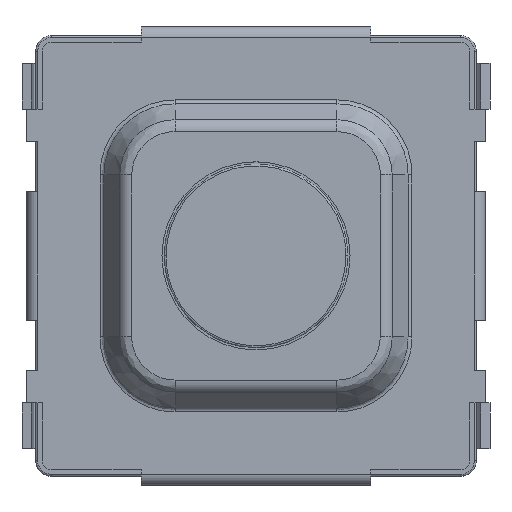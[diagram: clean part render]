
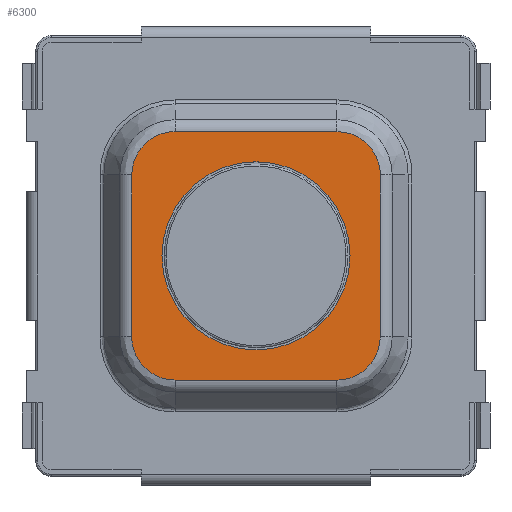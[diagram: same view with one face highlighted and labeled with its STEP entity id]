
A CAD part, top view. The second image highlights one B-rep face of the part: STEP entity #6300.
In plain terms, the highlighted planar face has unit normal (0, 0, 1).
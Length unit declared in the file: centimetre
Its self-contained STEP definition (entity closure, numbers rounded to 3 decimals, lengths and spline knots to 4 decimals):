
#49 = VERTEX_POINT ( 'NONE', #1722 ) ;
#157 = EDGE_CURVE ( 'NONE', #4339, #6816, #8739, .T. ) ;
#198 = EDGE_CURVE ( 'NONE', #7236, #3685, #2820, .T. ) ;
#233 = CARTESIAN_POINT ( 'NONE',  ( 0.1158, 0.1354, 0.12 ) ) ;
#358 = ORIENTED_EDGE ( 'NONE', *, *, #157, .F. ) ;
#437 =( BOUNDED_CURVE ( )  B_SPLINE_CURVE ( 3, ( #5971, #233, #9137, #1923 ),
 .UNSPECIFIED., .F., .T. ) 
 B_SPLINE_CURVE_WITH_KNOTS ( ( 4, 4 ),
 ( 0., 1. ),
 .UNSPECIFIED. ) 
 CURVE ( )  GEOMETRIC_REPRESENTATION_ITEM ( )  RATIONAL_B_SPLINE_CURVE ( ( 1., 0.805, 0.805, 1. ) ) 
 REPRESENTATION_ITEM ( '' )  );
#577 = EDGE_CURVE ( 'NONE', #3685, #9135, #6225, .T. ) ;
#631 = EDGE_CURVE ( 'NONE', #49, #4339, #8075, .T. ) ;
#699 = DIRECTION ( 'NONE',  ( 1., 0., 0. ) ) ;
#733 = CARTESIAN_POINT ( 'NONE',  ( -0.0882, 0.1354, 0.12 ) ) ;
#740 = CARTESIAN_POINT ( 'NONE',  ( 0.0882, -0.1354, 0.12 ) ) ;
#859 = CARTESIAN_POINT ( 'NONE',  ( -0.0882, -0.1354, 0.12 ) ) ;
#1111 = CARTESIAN_POINT ( 'NONE',  ( 0.1354, -0.0882, 0.12 ) ) ;
#1315 = CARTESIAN_POINT ( 'NONE',  ( 0.1354, -0.0882, 0.12 ) ) ;
#1331 = FACE_OUTER_BOUND ( 'NONE', #6425, .T. ) ;
#1440 = PLANE ( 'NONE',  #2750 ) ;
#1533 = CARTESIAN_POINT ( 'NONE',  ( 0.0882, 0.1354, 0.12 ) ) ;
#1537 = EDGE_CURVE ( 'NONE', #10509, #8841, #1725, .T. ) ;
#1652 = VECTOR ( 'NONE', #2556, 100. ) ;
#1722 = CARTESIAN_POINT ( 'NONE',  ( -0.1354, 0.0882, 0.12 ) ) ;
#1725 = CIRCLE ( 'NONE', #5975, 0.1025 ) ;
#1923 = CARTESIAN_POINT ( 'NONE',  ( 0.1354, 0.0882, 0.12 ) ) ;
#2099 = CARTESIAN_POINT ( 'NONE',  ( 0.1354, 0.0882, 0.12 ) ) ;
#2183 = DIRECTION ( 'NONE',  ( 1., 0., 0. ) ) ;
#2260 = CARTESIAN_POINT ( 'NONE',  ( -0.0882, 0.1354, 0.12 ) ) ;
#2276 = CARTESIAN_POINT ( 'NONE',  ( -0.1158, 0.1354, 0.12 ) ) ;
#2325 = CARTESIAN_POINT ( 'NONE',  ( -0.1354, 0.0882, 0.12 ) ) ;
#2394 = CARTESIAN_POINT ( 'NONE',  ( 0., 0., 0.12 ) ) ;
#2552 = EDGE_CURVE ( 'NONE', #8841, #10509, #9422, .T. ) ;
#2556 = DIRECTION ( 'NONE',  ( 1., 0., 0. ) ) ;
#2737 = EDGE_CURVE ( 'NONE', #9325, #49, #6437, .T. ) ;
#2750 = AXIS2_PLACEMENT_3D ( 'NONE', #9456, #2928, #2183 ) ;
#2820 = LINE ( 'NONE', #6030, #3674 ) ;
#2928 = DIRECTION ( 'NONE',  ( 0., 0., 1. ) ) ;
#3301 = ORIENTED_EDGE ( 'NONE', *, *, #1537, .T. ) ;
#3572 =( BOUNDED_CURVE ( )  B_SPLINE_CURVE ( 3, ( #9476, #4546, #6960, #7815 ),
 .UNSPECIFIED., .F., .T. ) 
 B_SPLINE_CURVE_WITH_KNOTS ( ( 4, 4 ),
 ( 0., 1. ),
 .UNSPECIFIED. ) 
 CURVE ( )  GEOMETRIC_REPRESENTATION_ITEM ( )  RATIONAL_B_SPLINE_CURVE ( ( 1., 0.805, 0.805, 1. ) ) 
 REPRESENTATION_ITEM ( '' )  );
#3674 = VECTOR ( 'NONE', #4371, 100. ) ;
#3685 = VERTEX_POINT ( 'NONE', #1111 ) ;
#3723 = EDGE_LOOP ( 'NONE', ( #10257, #3301 ) ) ;
#4117 = DIRECTION ( 'NONE',  ( 0., 0., -1. ) ) ;
#4339 = VERTEX_POINT ( 'NONE', #7576 ) ;
#4371 = DIRECTION ( 'NONE',  ( 0., -1., 0. ) ) ;
#4546 = CARTESIAN_POINT ( 'NONE',  ( -0.1158, -0.1354, 0.12 ) ) ;
#4644 = ORIENTED_EDGE ( 'NONE', *, *, #631, .F. ) ;
#4903 = DIRECTION ( 'NONE',  ( -1., 0., 0. ) ) ;
#5163 = AXIS2_PLACEMENT_3D ( 'NONE', #2394, #8011, #699 ) ;
#5678 = CARTESIAN_POINT ( 'NONE',  ( -0.1354, -0.0882, 0.12 ) ) ;
#5724 = CARTESIAN_POINT ( 'NONE',  ( 0., 0., 0.12 ) ) ;
#5771 = CARTESIAN_POINT ( 'NONE',  ( 0.1025, 0., 0.12 ) ) ;
#5966 = VERTEX_POINT ( 'NONE', #9127 ) ;
#5971 = CARTESIAN_POINT ( 'NONE',  ( 0.0882, 0.1354, 0.12 ) ) ;
#5975 = AXIS2_PLACEMENT_3D ( 'NONE', #5724, #4117, #5981 ) ;
#5981 = DIRECTION ( 'NONE',  ( 1., 0., 0. ) ) ;
#6030 = CARTESIAN_POINT ( 'NONE',  ( 0.1354, 0.0882, 0.12 ) ) ;
#6225 =( BOUNDED_CURVE ( )  B_SPLINE_CURVE ( 3, ( #1315, #10394, #10187, #10342 ),
 .UNSPECIFIED., .F., .T. ) 
 B_SPLINE_CURVE_WITH_KNOTS ( ( 4, 4 ),
 ( 0., 1. ),
 .UNSPECIFIED. ) 
 CURVE ( )  GEOMETRIC_REPRESENTATION_ITEM ( )  RATIONAL_B_SPLINE_CURVE ( ( 1., 0.805, 0.805, 1. ) ) 
 REPRESENTATION_ITEM ( '' )  );
#6300 = ADVANCED_FACE ( 'NONE', ( #1331, #8660 ), #1440, .T. ) ;
#6425 = EDGE_LOOP ( 'NONE', ( #8413, #8526, #7425, #9427, #9804, #8628, #358, #4644 ) ) ;
#6437 = LINE ( 'NONE', #2325, #10102 ) ;
#6479 = EDGE_CURVE ( 'NONE', #9135, #5966, #8929, .T. ) ;
#6493 = CARTESIAN_POINT ( 'NONE',  ( -0.1354, 0.0882, 0.12 ) ) ;
#6544 = EDGE_CURVE ( 'NONE', #6816, #7236, #437, .T. ) ;
#6816 = VERTEX_POINT ( 'NONE', #1533 ) ;
#6960 = CARTESIAN_POINT ( 'NONE',  ( -0.1354, -0.1158, 0.12 ) ) ;
#7236 = VERTEX_POINT ( 'NONE', #2099 ) ;
#7425 = ORIENTED_EDGE ( 'NONE', *, *, #6479, .F. ) ;
#7576 = CARTESIAN_POINT ( 'NONE',  ( -0.0882, 0.1354, 0.12 ) ) ;
#7815 = CARTESIAN_POINT ( 'NONE',  ( -0.1354, -0.0882, 0.12 ) ) ;
#8011 = DIRECTION ( 'NONE',  ( 0., 0., -1. ) ) ;
#8075 =( BOUNDED_CURVE ( )  B_SPLINE_CURVE ( 3, ( #6493, #8857, #2276, #733 ),
 .UNSPECIFIED., .F., .T. ) 
 B_SPLINE_CURVE_WITH_KNOTS ( ( 4, 4 ),
 ( 0., 1. ),
 .UNSPECIFIED. ) 
 CURVE ( )  GEOMETRIC_REPRESENTATION_ITEM ( )  RATIONAL_B_SPLINE_CURVE ( ( 1., 0.805, 0.805, 1. ) ) 
 REPRESENTATION_ITEM ( '' )  );
#8160 = DIRECTION ( 'NONE',  ( 0., 1., 0. ) ) ;
#8413 = ORIENTED_EDGE ( 'NONE', *, *, #2737, .F. ) ;
#8526 = ORIENTED_EDGE ( 'NONE', *, *, #9230, .F. ) ;
#8628 = ORIENTED_EDGE ( 'NONE', *, *, #6544, .F. ) ;
#8660 = FACE_BOUND ( 'NONE', #3723, .T. ) ;
#8739 = LINE ( 'NONE', #2260, #1652 ) ;
#8841 = VERTEX_POINT ( 'NONE', #5771 ) ;
#8857 = CARTESIAN_POINT ( 'NONE',  ( -0.1354, 0.1158, 0.12 ) ) ;
#8929 = LINE ( 'NONE', #859, #10086 ) ;
#9127 = CARTESIAN_POINT ( 'NONE',  ( -0.0882, -0.1354, 0.12 ) ) ;
#9135 = VERTEX_POINT ( 'NONE', #740 ) ;
#9137 = CARTESIAN_POINT ( 'NONE',  ( 0.1354, 0.1158, 0.12 ) ) ;
#9230 = EDGE_CURVE ( 'NONE', #5966, #9325, #3572, .T. ) ;
#9325 = VERTEX_POINT ( 'NONE', #5678 ) ;
#9422 = CIRCLE ( 'NONE', #5163, 0.1025 ) ;
#9427 = ORIENTED_EDGE ( 'NONE', *, *, #577, .F. ) ;
#9456 = CARTESIAN_POINT ( 'NONE',  ( -0.0882, 0.0882, 0.12 ) ) ;
#9476 = CARTESIAN_POINT ( 'NONE',  ( -0.0882, -0.1354, 0.12 ) ) ;
#9745 = CARTESIAN_POINT ( 'NONE',  ( -0.1025, 0., 0.12 ) ) ;
#9804 = ORIENTED_EDGE ( 'NONE', *, *, #198, .F. ) ;
#10086 = VECTOR ( 'NONE', #4903, 100. ) ;
#10102 = VECTOR ( 'NONE', #8160, 100. ) ;
#10187 = CARTESIAN_POINT ( 'NONE',  ( 0.1158, -0.1354, 0.12 ) ) ;
#10257 = ORIENTED_EDGE ( 'NONE', *, *, #2552, .T. ) ;
#10342 = CARTESIAN_POINT ( 'NONE',  ( 0.0882, -0.1354, 0.12 ) ) ;
#10394 = CARTESIAN_POINT ( 'NONE',  ( 0.1354, -0.1158, 0.12 ) ) ;
#10509 = VERTEX_POINT ( 'NONE', #9745 ) ;
